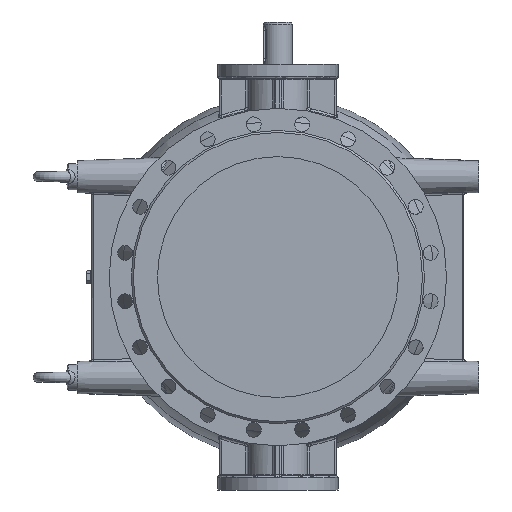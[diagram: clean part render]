
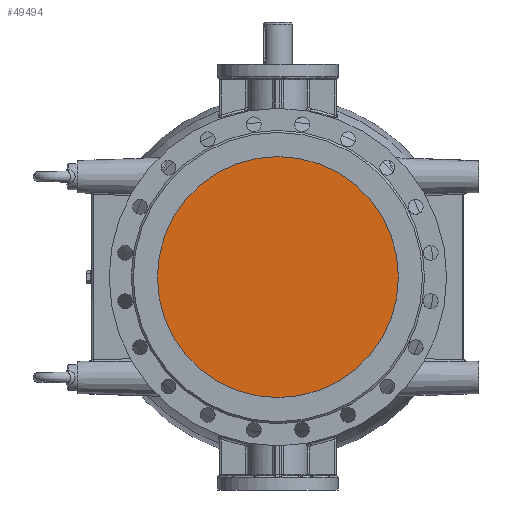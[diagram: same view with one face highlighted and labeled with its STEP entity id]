
A CAD part, left-side view. The second image highlights one B-rep face of the part: STEP entity #49494.
In plain terms, the highlighted planar face has unit normal (-1, 0, 0).
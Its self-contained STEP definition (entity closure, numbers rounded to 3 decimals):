
#6871 = DIRECTION ( 'NONE',  ( 0., 0., 1. ) ) ;
#8853 = PLANE ( 'NONE',  #57700 ) ;
#10581 = ORIENTED_EDGE ( 'NONE', *, *, #36733, .T. ) ;
#22908 = DIRECTION ( 'NONE',  ( -1., 0., 0. ) ) ;
#24216 = DIRECTION ( 'NONE',  ( 0., 0., 1. ) ) ;
#29907 = DIRECTION ( 'NONE',  ( -1., 0., 0. ) ) ;
#36733 = EDGE_CURVE ( 'NONE', #61184, #61184, #48730, .T. ) ;
#37584 = CARTESIAN_POINT ( 'NONE',  ( -250., 0., 0. ) ) ;
#48730 = CIRCLE ( 'NONE', #60438, 300. ) ;
#49494 = ADVANCED_FACE ( 'NONE', ( #54603 ), #8853, .T. ) ;
#49610 = CARTESIAN_POINT ( 'NONE',  ( -250., 0., 0. ) ) ;
#50106 = EDGE_LOOP ( 'NONE', ( #10581 ) ) ;
#54603 = FACE_OUTER_BOUND ( 'NONE', #50106, .T. ) ;
#57700 = AXIS2_PLACEMENT_3D ( 'NONE', #49610, #29907, #24216 ) ;
#60438 = AXIS2_PLACEMENT_3D ( 'NONE', #37584, #22908, #6871 ) ;
#60871 = CARTESIAN_POINT ( 'NONE',  ( -250., 0., 300. ) ) ;
#61184 = VERTEX_POINT ( 'NONE', #60871 ) ;
